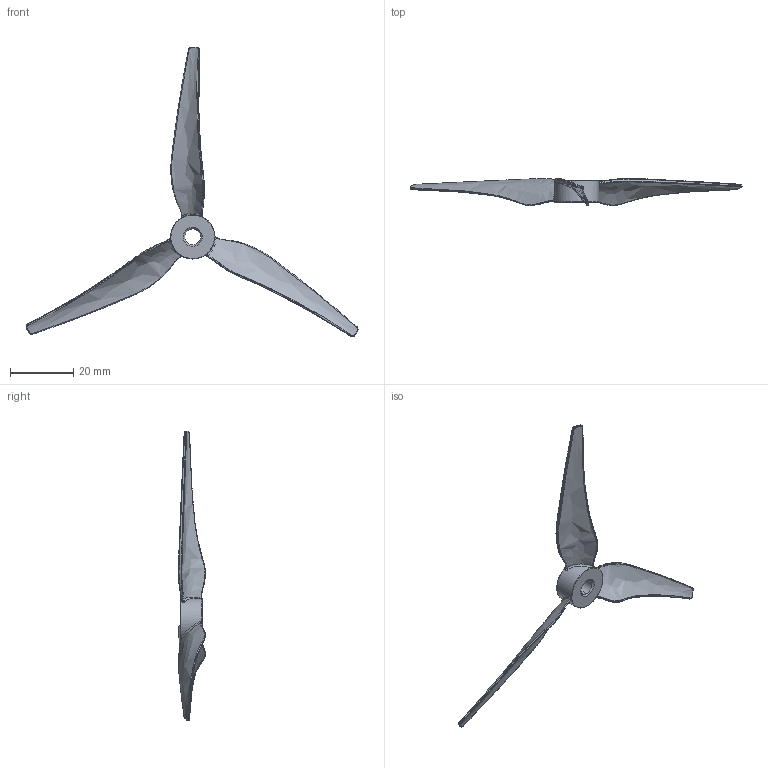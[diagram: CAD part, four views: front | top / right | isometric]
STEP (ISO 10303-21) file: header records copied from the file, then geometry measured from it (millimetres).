
FILE_DESCRIPTION (( 'STEP AP203' ), '1' );
FILE_NAME ('Gemfan Propeller 51466.STEP', '2023-11-28T15:36:09', ( '' ), ( '' ), 'SwSTEP 2.0', 'SolidWorks 2019', '' );
FILE_SCHEMA (( 'CONFIG_CONTROL_DESIGN' ));
Length unit declared in the file: millimetre
Products named in the file (1): Gemfan Propeller 51466
Bounding box: 105.03 x 8.54 x 91.62 mm (x, y, z)
Volume: 2045 mm3; surface area: 3619.5 mm2
Topology: 1 solids, 1 shells, 185 faces, 446 edges, 263 vertices
Faces by surface type: bspline 165, torus 8, cylinder 6, cone 4, plane 2
Entity records: 11791 total; most frequent: CARTESIAN_POINT 8533, ORIENTED_EDGE 892, EDGE_CURVE 446, DIRECTION 351, B_SPLINE_CURVE_WITH_KNOTS 285, VERTEX_POINT 263, EDGE_LOOP 187, FACE_OUTER_BOUND 185
